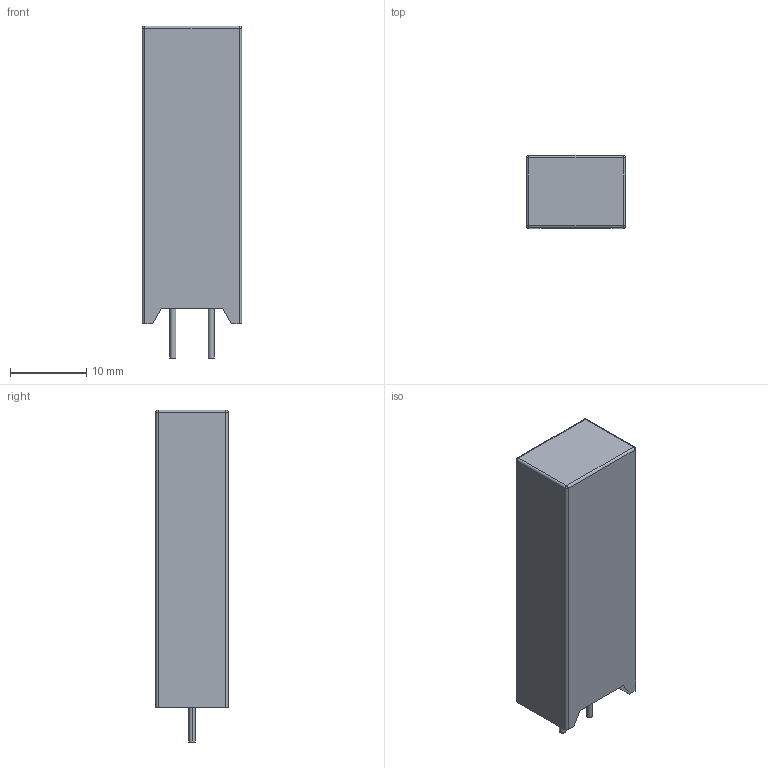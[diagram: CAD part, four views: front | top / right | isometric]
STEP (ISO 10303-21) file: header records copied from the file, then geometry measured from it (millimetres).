
FILE_DESCRIPTION (( 'STEP AP214' ), '1' );
FILE_NAME ('RES-TH_L13.0-W9.5-P5.00-D0.8.step', '2022-07-28T09:35:40', ( '' ), ( '' ), 'SwSTEP 2.0', 'SolidWorks 2020', '' );
FILE_SCHEMA (( 'AUTOMOTIVE_DESIGN' ));
Length unit declared in the file: millimetre
Products named in the file (1): RES-TH_L13.0-W9.5-P5.00-D0.8
Bounding box: 13 x 9.5 x 43.5 mm (x, y, z)
Volume: 4645.2 mm3; surface area: 1996 mm2
Topology: 3 solids, 3 shells, 254 faces, 679 edges, 446 vertices
Faces by surface type: plane 140, bspline 98, cylinder 12, sphere 4
Entity records: 11185 total; most frequent: CARTESIAN_POINT 2682, ORIENTED_EDGE 1350, DIRECTION 813, EDGE_CURVE 675, VECTOR 451, LINE 451, VERTEX_POINT 446, EDGE_LOOP 273
